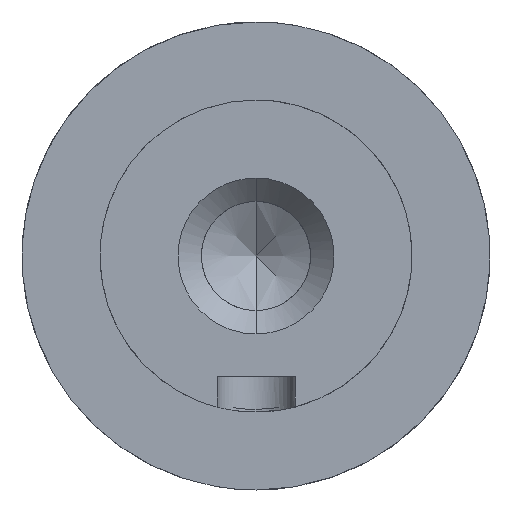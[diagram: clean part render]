
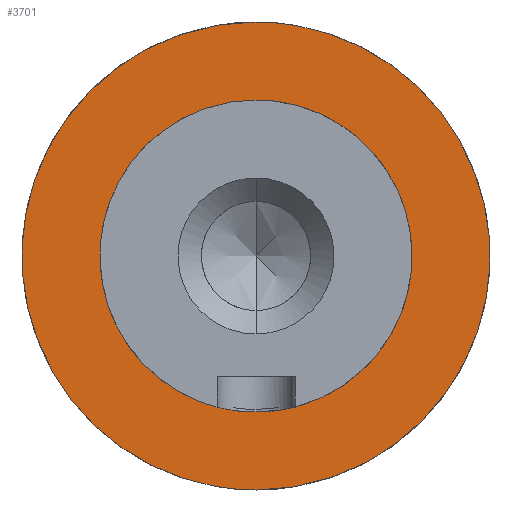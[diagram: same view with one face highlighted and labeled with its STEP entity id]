
A CAD part, left-side view. The second image highlights one B-rep face of the part: STEP entity #3701.
In plain terms, the highlighted free-form (B-spline) face has degree [1, 1] with [2, 2] control points.
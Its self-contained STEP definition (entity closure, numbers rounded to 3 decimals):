
#343 = VERTEX_POINT('',#344);
#344 = CARTESIAN_POINT('',(-35.166,0.,
    20.777));
#349 = EDGE_CURVE('',#343,#350,#352,.T.);
#350 = VERTEX_POINT('',#351);
#351 = CARTESIAN_POINT('',(-35.166,0.,
    -20.777));
#352 = ( BOUNDED_CURVE() B_SPLINE_CURVE(2,(#353,#354,#355,#356,#357),
.UNSPECIFIED.,.F.,.F.) B_SPLINE_CURVE_WITH_KNOTS((3,2,3),(0.,
1.571,3.142),.PIECEWISE_BEZIER_KNOTS.) CURVE() 
GEOMETRIC_REPRESENTATION_ITEM() RATIONAL_B_SPLINE_CURVE((1.,
0.707,1.,0.707,1.)) REPRESENTATION_ITEM('') );
#353 = CARTESIAN_POINT('',(-35.166,0.,
    20.777));
#354 = CARTESIAN_POINT('',(-35.166,20.777,
    20.777));
#355 = CARTESIAN_POINT('',(-35.166,20.777,
    0.));
#356 = CARTESIAN_POINT('',(-35.166,20.777,
    -20.777));
#357 = CARTESIAN_POINT('',(-35.166,0.,
    -20.777));
#391 = VERTEX_POINT('',#392);
#392 = CARTESIAN_POINT('',(-35.166,0.,
    -31.681));
#397 = EDGE_CURVE('',#398,#391,#400,.T.);
#398 = VERTEX_POINT('',#399);
#399 = CARTESIAN_POINT('',(-35.166,0.,31.681));
#400 = ( BOUNDED_CURVE() B_SPLINE_CURVE(2,(#401,#402,#403,#404,#405),
.UNSPECIFIED.,.F.,.F.) B_SPLINE_CURVE_WITH_KNOTS((3,2,3),(0.,
1.571,3.142),.PIECEWISE_BEZIER_KNOTS.) CURVE() 
GEOMETRIC_REPRESENTATION_ITEM() RATIONAL_B_SPLINE_CURVE((1.,
0.707,1.,0.707,1.)) REPRESENTATION_ITEM('') );
#401 = CARTESIAN_POINT('',(-35.166,0.,31.681));
#402 = CARTESIAN_POINT('',(-35.166,31.681,
    31.681));
#403 = CARTESIAN_POINT('',(-35.166,31.681,
    0.));
#404 = CARTESIAN_POINT('',(-35.166,31.681,
    -31.681));
#405 = CARTESIAN_POINT('',(-35.166,0.,
    -31.681));
#3701 = ADVANCED_FACE('',(#3702,#3713),#3724,.F.);
#3702 = FACE_BOUND('',#3703,.T.);
#3703 = EDGE_LOOP('',(#3704,#3705));
#3704 = ORIENTED_EDGE('',*,*,#397,.T.);
#3705 = ORIENTED_EDGE('',*,*,#3706,.T.);
#3706 = EDGE_CURVE('',#391,#398,#3707,.T.);
#3707 = ( BOUNDED_CURVE() B_SPLINE_CURVE(2,(#3708,#3709,#3710,#3711,
#3712),.UNSPECIFIED.,.F.,.F.) B_SPLINE_CURVE_WITH_KNOTS((3,2,3),(
    3.142,4.712,6.283),
.PIECEWISE_BEZIER_KNOTS.) CURVE() GEOMETRIC_REPRESENTATION_ITEM() 
RATIONAL_B_SPLINE_CURVE((1.,0.707,1.,0.707,1.)) 
REPRESENTATION_ITEM('') );
#3708 = CARTESIAN_POINT('',(-35.166,0.,
    -31.681));
#3709 = CARTESIAN_POINT('',(-35.166,-31.681,
    -31.681));
#3710 = CARTESIAN_POINT('',(-35.166,-31.681,
    0.));
#3711 = CARTESIAN_POINT('',(-35.166,-31.681,
    31.681));
#3712 = CARTESIAN_POINT('',(-35.166,0.,
    31.681));
#3713 = FACE_BOUND('',#3714,.T.);
#3714 = EDGE_LOOP('',(#3715,#3723));
#3715 = ORIENTED_EDGE('',*,*,#3716,.F.);
#3716 = EDGE_CURVE('',#350,#343,#3717,.T.);
#3717 = ( BOUNDED_CURVE() B_SPLINE_CURVE(2,(#3718,#3719,#3720,#3721,
#3722),.UNSPECIFIED.,.F.,.F.) B_SPLINE_CURVE_WITH_KNOTS((3,2,3),(
    3.142,4.712,6.283),
.PIECEWISE_BEZIER_KNOTS.) CURVE() GEOMETRIC_REPRESENTATION_ITEM() 
RATIONAL_B_SPLINE_CURVE((1.,0.707,1.,0.707,1.)) 
REPRESENTATION_ITEM('') );
#3718 = CARTESIAN_POINT('',(-35.166,0.,
    -20.777));
#3719 = CARTESIAN_POINT('',(-35.166,-20.777,
    -20.777));
#3720 = CARTESIAN_POINT('',(-35.166,-20.777,
    0.));
#3721 = CARTESIAN_POINT('',(-35.166,-20.777,
    20.777));
#3722 = CARTESIAN_POINT('',(-35.166,0.,
    20.777));
#3723 = ORIENTED_EDGE('',*,*,#349,.F.);
#3724 = B_SPLINE_SURFACE_WITH_KNOTS('',1,1,(
    (#3725,#3726)
    ,(#3727,#3728
    )),.UNSPECIFIED.,.F.,.F.,.F.,(2,2),(2,2),(-30.,30.),(-50.,10.),
  .PIECEWISE_BEZIER_KNOTS.);
#3725 = CARTESIAN_POINT('',(-35.166,-31.681,
    31.681));
#3726 = CARTESIAN_POINT('',(-35.166,31.681,
    31.681));
#3727 = CARTESIAN_POINT('',(-35.166,-31.681,
    -31.681));
#3728 = CARTESIAN_POINT('',(-35.166,31.681,
    -31.681));
